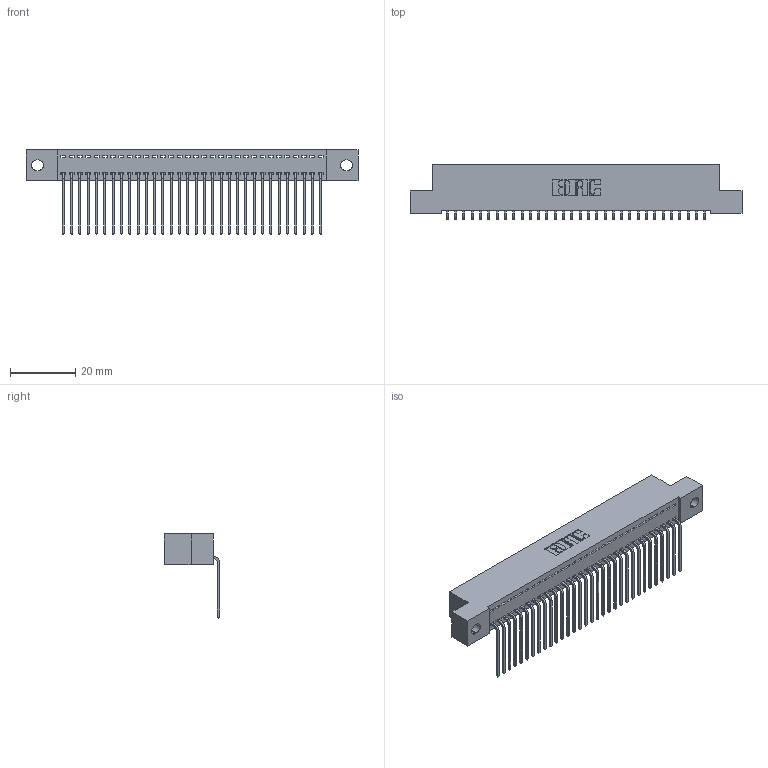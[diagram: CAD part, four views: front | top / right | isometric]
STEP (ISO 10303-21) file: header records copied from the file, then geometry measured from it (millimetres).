
FILE_DESCRIPTION (( 'STEP AP203' ), '1' );
FILE_NAME ('342-032-559-102.STEP', '2019-10-02T11:25:08', ( '' ), ( '' ), 'SwSTEP 2.0', 'SolidWorks 2016', '' );
FILE_SCHEMA (( 'CONFIG_CONTROL_DESIGN' ));
Length unit declared in the file: inch
Products named in the file (3): 342 Part_.128 Slot; 345-292-001_558 559 Tail - 1; 342-032-559-102
Assembly tree (33 placements, depth 2):
  342-032-559-102
    342 Part_.128 Slot
    345-292-001_558 559 Tail - 1  x32
Bounding box: 101.6 x 16.83 x 25.78 mm (x, y, z)
Volume: 8925.9 mm3; surface area: 13285.7 mm2
Topology: 33 solids, 33 shells, 2034 faces, 6135 edges, 4046 vertices
Faces by surface type: plane 1478, cylinder 556
Entity records: 20943 total; most frequent: CARTESIAN_POINT 3622, ORIENTED_EDGE 3590, DIRECTION 3075, EDGE_CURVE 1795, VECTOR 1667, LINE 1667, VERTEX_POINT 1194, AXIS2_PLACEMENT_3D 704
